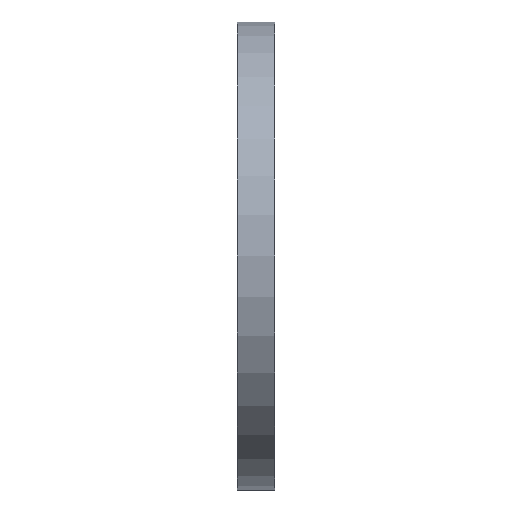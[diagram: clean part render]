
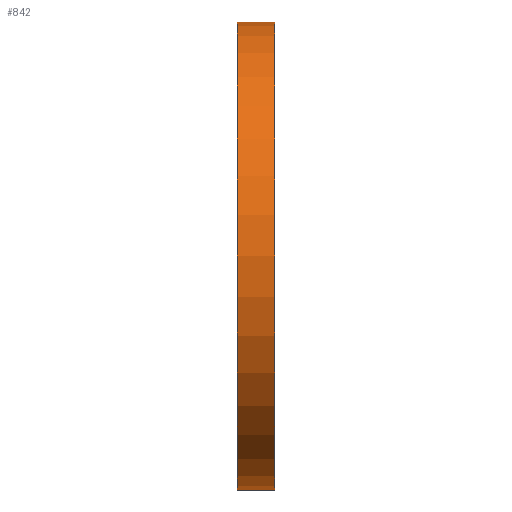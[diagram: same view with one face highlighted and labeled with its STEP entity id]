
A CAD part, left-side view. The second image highlights one B-rep face of the part: STEP entity #842.
In plain terms, the highlighted cylindrical face has radius 15.875 mm (diameter 31.75 mm), a partial arc.
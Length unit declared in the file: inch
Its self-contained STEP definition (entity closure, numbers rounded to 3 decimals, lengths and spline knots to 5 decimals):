
#20 = DIRECTION ( 'NONE',  ( 0., 1., 0. ) ) ;
#67 = DIRECTION ( 'NONE',  ( 0., -1., 0. ) ) ;
#96 = EDGE_CURVE ( 'NONE', #1223, #993, #924, .T. ) ;
#101 = ORIENTED_EDGE ( 'NONE', *, *, #96, .F. ) ;
#111 = EDGE_CURVE ( 'NONE', #1042, #993, #1239, .T. ) ;
#113 = VECTOR ( 'NONE', #1241, 39.37008 ) ;
#148 = ORIENTED_EDGE ( 'NONE', *, *, #909, .F. ) ;
#161 = DIRECTION ( 'NONE',  ( 0., 0., -1. ) ) ;
#164 = VECTOR ( 'NONE', #542, 39.37008 ) ;
#202 = EDGE_CURVE ( 'NONE', #1026, #1042, #1057, .T. ) ;
#219 = CARTESIAN_POINT ( 'NONE',  ( 0., 0., 0. ) ) ;
#279 = CYLINDRICAL_SURFACE ( 'NONE', #776, 0.625 ) ;
#292 = CIRCLE ( 'NONE', #711, 0.625 ) ;
#383 = EDGE_LOOP ( 'NONE', ( #101, #148, #1178, #888 ) ) ;
#502 = DIRECTION ( 'NONE',  ( 0., 0., 1. ) ) ;
#542 = DIRECTION ( 'NONE',  ( 0., -1., 0. ) ) ;
#571 = CARTESIAN_POINT ( 'NONE',  ( 0., 0., -0.625 ) ) ;
#586 = CARTESIAN_POINT ( 'NONE',  ( 0., 0.1, 0. ) ) ;
#621 = CARTESIAN_POINT ( 'NONE',  ( 0., 0.1, 0. ) ) ;
#676 = AXIS2_PLACEMENT_3D ( 'NONE', #219, #20, #856 ) ;
#711 = AXIS2_PLACEMENT_3D ( 'NONE', #621, #1023, #502 ) ;
#760 = CARTESIAN_POINT ( 'NONE',  ( 0., 0.1, 0.625 ) ) ;
#776 = AXIS2_PLACEMENT_3D ( 'NONE', #586, #67, #161 ) ;
#842 = ADVANCED_FACE ( 'NONE', ( #1323 ), #279, .T. ) ;
#856 = DIRECTION ( 'NONE',  ( 0., 0., 1. ) ) ;
#888 = ORIENTED_EDGE ( 'NONE', *, *, #111, .T. ) ;
#909 = EDGE_CURVE ( 'NONE', #1026, #1223, #292, .T. ) ;
#924 = LINE ( 'NONE', #760, #164 ) ;
#993 = VERTEX_POINT ( 'NONE', #1177 ) ;
#1015 = CARTESIAN_POINT ( 'NONE',  ( 0., 0.1, 0.625 ) ) ;
#1023 = DIRECTION ( 'NONE',  ( 0., 1., 0. ) ) ;
#1026 = VERTEX_POINT ( 'NONE', #1077 ) ;
#1042 = VERTEX_POINT ( 'NONE', #571 ) ;
#1057 = LINE ( 'NONE', #1244, #113 ) ;
#1077 = CARTESIAN_POINT ( 'NONE',  ( 0., 0.1, -0.625 ) ) ;
#1177 = CARTESIAN_POINT ( 'NONE',  ( 0., 0., 0.625 ) ) ;
#1178 = ORIENTED_EDGE ( 'NONE', *, *, #202, .T. ) ;
#1223 = VERTEX_POINT ( 'NONE', #1015 ) ;
#1239 = CIRCLE ( 'NONE', #676, 0.625 ) ;
#1241 = DIRECTION ( 'NONE',  ( 0., -1., 0. ) ) ;
#1244 = CARTESIAN_POINT ( 'NONE',  ( 0., 0.1, -0.625 ) ) ;
#1323 = FACE_OUTER_BOUND ( 'NONE', #383, .T. ) ;
